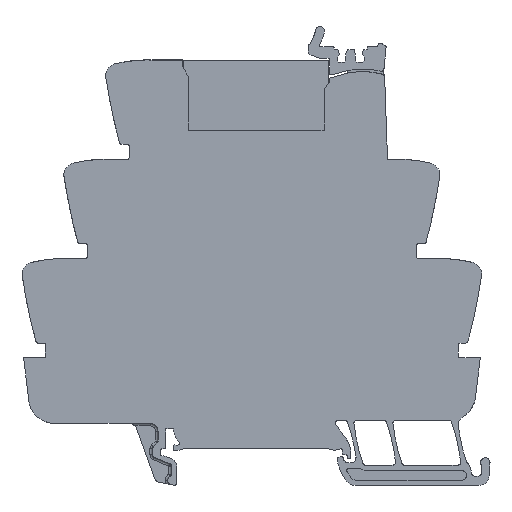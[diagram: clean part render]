
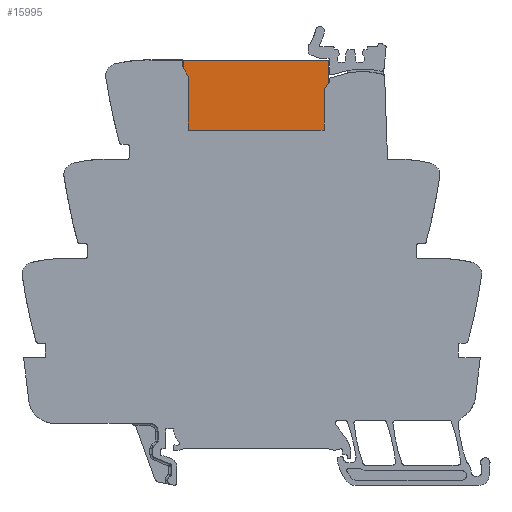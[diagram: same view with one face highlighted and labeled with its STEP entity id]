
A CAD part, left-side view. The second image highlights one B-rep face of the part: STEP entity #15995.
In plain terms, the highlighted planar face has unit normal (-1, 0, 0).
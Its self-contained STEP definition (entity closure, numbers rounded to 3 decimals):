
#15975=AXIS2_PLACEMENT_3D('Plane Axis2P3D',#15972,#15973,#15974) ;
#15892=CARTESIAN_POINT('Vertex',(0.6,58.662,81.4)) ;
#15897=CARTESIAN_POINT('Line Origine',(0.6,44.762,81.4)) ;
#15901=CARTESIAN_POINT('Vertex',(0.6,30.862,81.4)) ;
#15946=CARTESIAN_POINT('Line Origine',(0.6,58.662,73.9)) ;
#15950=CARTESIAN_POINT('Vertex',(0.6,58.662,66.4)) ;
#15972=CARTESIAN_POINT('Axis2P3D Location',(0.6,44.762,66.4)) ;
#15977=CARTESIAN_POINT('Line Origine',(0.6,30.862,73.9)) ;
#15981=CARTESIAN_POINT('Vertex',(0.6,30.862,66.4)) ;
#15984=CARTESIAN_POINT('Line Origine',(0.6,44.762,66.4)) ;
#15898=DIRECTION('Vector Direction',(0.,-1.,0.)) ;
#15947=DIRECTION('Vector Direction',(0.,0.,-1.)) ;
#15973=DIRECTION('Axis2P3D Direction',(1.,0.,0.)) ;
#15974=DIRECTION('Axis2P3D XDirection',(0.,1.,0.)) ;
#15978=DIRECTION('Vector Direction',(0.,0.,-1.)) ;
#15985=DIRECTION('Vector Direction',(0.,1.,0.)) ;
#15899=VECTOR('Line Direction',#15898,1.) ;
#15948=VECTOR('Line Direction',#15947,1.) ;
#15979=VECTOR('Line Direction',#15978,1.) ;
#15986=VECTOR('Line Direction',#15985,1.) ;
#15990=ORIENTED_EDGE('',*,*,#15983,.F.) ;
#15991=ORIENTED_EDGE('',*,*,#15903,.F.) ;
#15992=ORIENTED_EDGE('',*,*,#15952,.T.) ;
#15993=ORIENTED_EDGE('',*,*,#15988,.T.) ;
#15995=ADVANCED_FACE('RSS-RELAIS',(#15994),#15976,.F.) ;
#15903=EDGE_CURVE('',#15893,#15902,#15900,.T.) ;
#15952=EDGE_CURVE('',#15893,#15951,#15949,.T.) ;
#15983=EDGE_CURVE('',#15902,#15982,#15980,.T.) ;
#15988=EDGE_CURVE('',#15951,#15982,#15987,.F.) ;
#15989=EDGE_LOOP('',(#15990,#15991,#15992,#15993)) ;
#15994=FACE_OUTER_BOUND('',#15989,.T.) ;
#15900=LINE('Line',#15897,#15899) ;
#15949=LINE('Line',#15946,#15948) ;
#15980=LINE('Line',#15977,#15979) ;
#15987=LINE('Line',#15984,#15986) ;
#15976=PLANE('',#15975) ;
#15893=VERTEX_POINT('',#15892) ;
#15902=VERTEX_POINT('',#15901) ;
#15951=VERTEX_POINT('',#15950) ;
#15982=VERTEX_POINT('',#15981) ;
